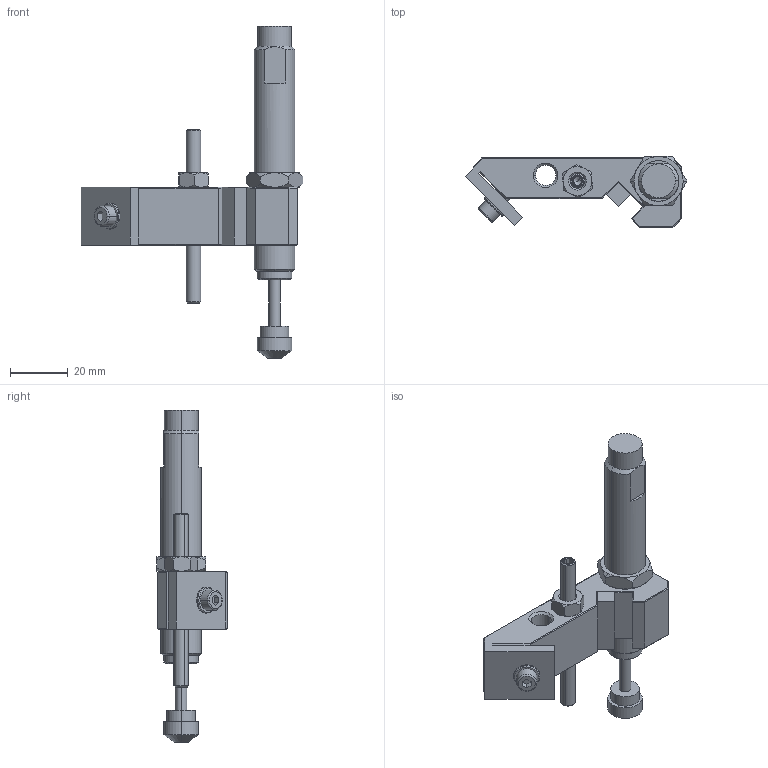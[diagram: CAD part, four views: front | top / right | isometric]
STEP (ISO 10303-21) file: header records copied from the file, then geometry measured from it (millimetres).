
FILE_DESCRIPTION(('STEP AP203'),'1');
FILE_NAME('1258-0000.stp','2023-03-24T09:29:01',('TraceParts'),('TraceParts S.A.'),'Spatial InterOp 3D',' ',' ');
FILE_SCHEMA(('CONFIG_CONTROL_DESIGN'));
Length unit declared in the file: millimetre
Products named in the file (1): 1
Bounding box: 76.64 x 24.5 x 114.7 mm (x, y, z)
Volume: 36334.9 mm3; surface area: 15165.5 mm2
Topology: 5 solids, 6 shells, 228 faces, 525 edges, 316 vertices
Faces by surface type: plane 112, cone 76, cylinder 36, torus 2, bspline 2
Entity records: 6769 total; most frequent: CARTESIAN_POINT 1572, DIRECTION 1084, ORIENTED_EDGE 1046, EDGE_CURVE 523, AXIS2_PLACEMENT_3D 399, VERTEX_POINT 316, LINE 286, VECTOR 286
